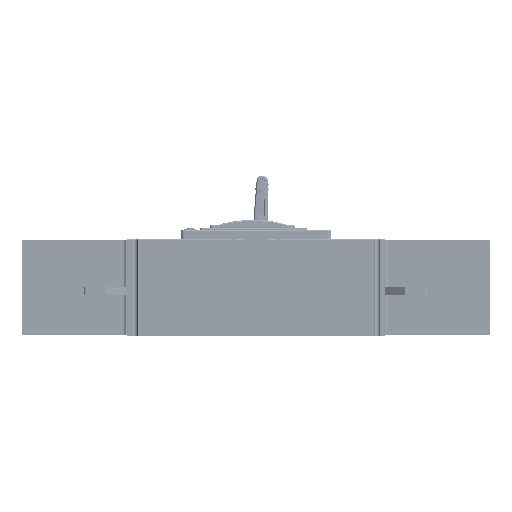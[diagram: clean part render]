
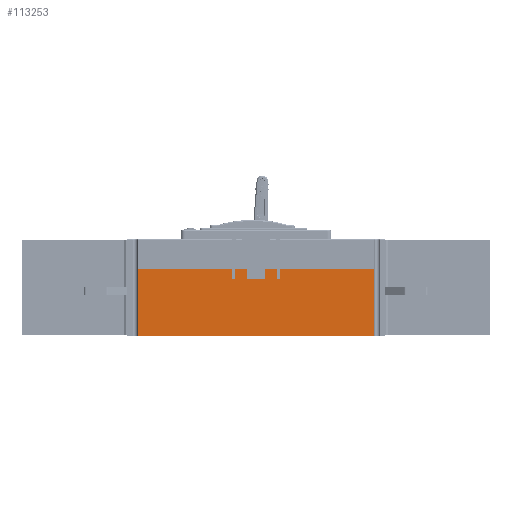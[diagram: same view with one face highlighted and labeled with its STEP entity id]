
A CAD part, front view. The second image highlights one B-rep face of the part: STEP entity #113253.
In plain terms, the highlighted planar face has unit normal (0, -1, 0).
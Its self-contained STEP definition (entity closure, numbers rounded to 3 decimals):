
#83739=DIRECTION('',(1.,0.,0.));
#83740=VECTOR('',#83739,94.);
#83741=CARTESIAN_POINT('',(152.,-34.293,22.207));
#83742=LINE('',#83741,#83740);
#85376=DIRECTION('',(0.,0.,-1.));
#85377=VECTOR('',#85376,67.);
#85378=CARTESIAN_POINT('',(246.,-34.293,22.207));
#85379=LINE('',#85378,#85377);
#85384=DIRECTION('',(0.,0.,1.));
#85385=VECTOR('',#85384,9.8);
#85386=CARTESIAN_POINT('',(105.,-34.293,12.407));
#85387=LINE('',#85386,#85385);
#85388=CARTESIAN_POINT('',(105.5,-34.293,12.407));
#85389=DIRECTION('',(0.,1.,0.));
#85390=DIRECTION('',(0.,0.,-1.));
#85391=AXIS2_PLACEMENT_3D('',#85388,#85389,#85390);
#85393=CARTESIAN_POINT('',(107.5,-34.293,12.407));
#85394=DIRECTION('',(0.,1.,0.));
#85395=DIRECTION('',(1.,0.,0.));
#85396=AXIS2_PLACEMENT_3D('',#85393,#85394,#85395);
#85398=DIRECTION('',(-1.,0.,0.));
#85399=VECTOR('',#85398,11.5);
#85400=CARTESIAN_POINT('',(119.5,-34.293,22.207));
#85401=LINE('',#85400,#85399);
#85402=CARTESIAN_POINT('',(120.,-34.293,12.407));
#85403=DIRECTION('',(0.,1.,0.));
#85404=DIRECTION('',(0.,0.,-1.));
#85405=AXIS2_PLACEMENT_3D('',#85402,#85403,#85404);
#85407=CARTESIAN_POINT('',(137.,-34.293,12.407));
#85408=DIRECTION('',(0.,1.,0.));
#85409=DIRECTION('',(1.,0.,0.));
#85410=AXIS2_PLACEMENT_3D('',#85407,#85408,#85409);
#85412=DIRECTION('',(0.,0.,-1.));
#85413=VECTOR('',#85412,9.8);
#85414=CARTESIAN_POINT('',(137.5,-34.293,22.207));
#85415=LINE('',#85414,#85413);
#85416=DIRECTION('',(-1.,0.,0.));
#85417=VECTOR('',#85416,11.5);
#85418=CARTESIAN_POINT('',(149.,-34.293,22.207));
#85419=LINE('',#85418,#85417);
#85420=DIRECTION('',(0.,0.,1.));
#85421=VECTOR('',#85420,9.8);
#85422=CARTESIAN_POINT('',(149.,-34.293,12.407));
#85423=LINE('',#85422,#85421);
#85424=CARTESIAN_POINT('',(149.5,-34.293,12.407));
#85425=DIRECTION('',(0.,1.,0.));
#85426=DIRECTION('',(0.,0.,-1.));
#85427=AXIS2_PLACEMENT_3D('',#85424,#85425,#85426);
#85429=CARTESIAN_POINT('',(151.5,-34.293,12.407));
#85430=DIRECTION('',(0.,1.,0.));
#85431=DIRECTION('',(1.,0.,0.));
#85432=AXIS2_PLACEMENT_3D('',#85429,#85430,#85431);
#85434=DIRECTION('',(1.,0.,0.));
#85435=VECTOR('',#85434,235.);
#85436=CARTESIAN_POINT('',(11.,-34.293,-44.793));
#85437=LINE('',#85436,#85435);
#85442=DIRECTION('',(0.,0.,1.));
#85443=VECTOR('',#85442,67.);
#85444=CARTESIAN_POINT('',(11.,-34.293,-44.793));
#85445=LINE('',#85444,#85443);
#86797=DIRECTION('',(1.,0.,0.));
#86798=VECTOR('',#86797,94.);
#86799=CARTESIAN_POINT('',(11.,-34.293,22.207));
#86800=LINE('',#86799,#86798);
#87307=DIRECTION('',(0.,0.,-1.));
#87308=VECTOR('',#87307,9.8);
#87309=CARTESIAN_POINT('',(119.5,-34.293,22.207));
#87310=LINE('',#87309,#87308);
#87344=DIRECTION('',(1.,0.,0.));
#87345=VECTOR('',#87344,17.);
#87346=CARTESIAN_POINT('',(120.,-34.293,11.907));
#87347=LINE('',#87346,#87345);
#87389=DIRECTION('',(0.,0.,1.));
#87390=VECTOR('',#87389,9.8);
#87391=CARTESIAN_POINT('',(108.,-34.293,12.407));
#87392=LINE('',#87391,#87390);
#87431=DIRECTION('',(1.,0.,0.));
#87432=VECTOR('',#87431,2.);
#87433=CARTESIAN_POINT('',(105.5,-34.293,11.907));
#87434=LINE('',#87433,#87432);
#96642=DIRECTION('',(0.,0.,1.));
#96643=VECTOR('',#96642,9.8);
#96644=CARTESIAN_POINT('',(152.,-34.293,12.407));
#96645=LINE('',#96644,#96643);
#96658=DIRECTION('',(1.,0.,0.));
#96659=VECTOR('',#96658,2.);
#96660=CARTESIAN_POINT('',(149.5,-34.293,11.907));
#96661=LINE('',#96660,#96659);
#102300=CARTESIAN_POINT('',(246.,-34.293,-44.793));
#102301=VERTEX_POINT('',#102300);
#102302=CARTESIAN_POINT('',(11.,-34.293,-44.793));
#102303=VERTEX_POINT('',#102302);
#103072=CARTESIAN_POINT('',(137.5,-34.293,22.207));
#103073=VERTEX_POINT('',#103072);
#103074=CARTESIAN_POINT('',(149.,-34.293,22.207));
#103075=VERTEX_POINT('',#103074);
#103080=CARTESIAN_POINT('',(152.,-34.293,22.207));
#103081=VERTEX_POINT('',#103080);
#103082=CARTESIAN_POINT('',(246.,-34.293,22.207));
#103083=VERTEX_POINT('',#103082);
#103854=CARTESIAN_POINT('',(11.,-34.293,22.207));
#103855=VERTEX_POINT('',#103854);
#103856=CARTESIAN_POINT('',(152.,-34.293,12.407));
#103857=VERTEX_POINT('',#103856);
#103858=CARTESIAN_POINT('',(151.5,-34.293,11.907));
#103859=VERTEX_POINT('',#103858);
#103860=CARTESIAN_POINT('',(149.5,-34.293,11.907));
#103861=VERTEX_POINT('',#103860);
#103862=CARTESIAN_POINT('',(149.,-34.293,12.407));
#103863=VERTEX_POINT('',#103862);
#103864=CARTESIAN_POINT('',(137.5,-34.293,12.407));
#103865=VERTEX_POINT('',#103864);
#103866=CARTESIAN_POINT('',(137.,-34.293,11.907));
#103867=VERTEX_POINT('',#103866);
#103868=CARTESIAN_POINT('',(120.,-34.293,11.907));
#103869=VERTEX_POINT('',#103868);
#103870=CARTESIAN_POINT('',(119.5,-34.293,12.407));
#103871=VERTEX_POINT('',#103870);
#103872=CARTESIAN_POINT('',(119.5,-34.293,22.207));
#103873=VERTEX_POINT('',#103872);
#103874=CARTESIAN_POINT('',(108.,-34.293,22.207));
#103875=VERTEX_POINT('',#103874);
#103876=CARTESIAN_POINT('',(108.,-34.293,12.407));
#103877=VERTEX_POINT('',#103876);
#103878=CARTESIAN_POINT('',(107.5,-34.293,11.907));
#103879=VERTEX_POINT('',#103878);
#103880=CARTESIAN_POINT('',(105.5,-34.293,11.907));
#103881=VERTEX_POINT('',#103880);
#103882=CARTESIAN_POINT('',(105.,-34.293,12.407));
#103883=VERTEX_POINT('',#103882);
#103884=CARTESIAN_POINT('',(105.,-34.293,22.207));
#103885=VERTEX_POINT('',#103884);
#113205=CARTESIAN_POINT('',(100.5,-34.293,-43.793));
#113206=DIRECTION('',(0.,-1.,0.));
#113207=DIRECTION('',(1.,0.,0.));
#113208=AXIS2_PLACEMENT_3D('',#113205,#113206,#113207);
#113209=PLANE('',#113208);
#113211=ORIENTED_EDGE('',*,*,#113210,.T.);
#113213=ORIENTED_EDGE('',*,*,#113212,.T.);
#113215=ORIENTED_EDGE('',*,*,#113214,.F.);
#113217=ORIENTED_EDGE('',*,*,#113216,.F.);
#113219=ORIENTED_EDGE('',*,*,#113218,.T.);
#113221=ORIENTED_EDGE('',*,*,#113220,.F.);
#113223=ORIENTED_EDGE('',*,*,#113222,.T.);
#113225=ORIENTED_EDGE('',*,*,#113224,.F.);
#113227=ORIENTED_EDGE('',*,*,#113226,.T.);
#113229=ORIENTED_EDGE('',*,*,#113228,.F.);
#113231=ORIENTED_EDGE('',*,*,#113230,.T.);
#113233=ORIENTED_EDGE('',*,*,#113232,.F.);
#113235=ORIENTED_EDGE('',*,*,#113234,.F.);
#113236=ORIENTED_EDGE('',*,*,#111170,.F.);
#113238=ORIENTED_EDGE('',*,*,#113237,.F.);
#113240=ORIENTED_EDGE('',*,*,#113239,.F.);
#113242=ORIENTED_EDGE('',*,*,#113241,.T.);
#113244=ORIENTED_EDGE('',*,*,#113243,.F.);
#113246=ORIENTED_EDGE('',*,*,#113245,.T.);
#113247=ORIENTED_EDGE('',*,*,#111162,.T.);
#113248=ORIENTED_EDGE('',*,*,#113193,.T.);
#113250=ORIENTED_EDGE('',*,*,#113249,.F.);
#113251=EDGE_LOOP('',(#113211,#113213,#113215,#113217,#113219,#113221,#113223,
#113225,#113227,#113229,#113231,#113233,#113235,#113236,#113238,#113240,#113242,
#113244,#113246,#113247,#113248,#113250));
#113252=FACE_OUTER_BOUND('',#113251,.F.);
#85392=CIRCLE('',#85391,0.5);
#85397=CIRCLE('',#85396,0.5);
#85406=CIRCLE('',#85405,0.5);
#85411=CIRCLE('',#85410,0.5);
#85428=CIRCLE('',#85427,0.5);
#85433=CIRCLE('',#85432,0.5);
#111162=EDGE_CURVE('',#103081,#103083,#83742,.T.);
#111170=EDGE_CURVE('',#103075,#103073,#85419,.T.);
#113193=EDGE_CURVE('',#103083,#102301,#85379,.T.);
#113210=EDGE_CURVE('',#102303,#103855,#85445,.T.);
#113212=EDGE_CURVE('',#103855,#103885,#86800,.T.);
#113214=EDGE_CURVE('',#103883,#103885,#85387,.T.);
#113216=EDGE_CURVE('',#103881,#103883,#85392,.T.);
#113218=EDGE_CURVE('',#103881,#103879,#87434,.T.);
#113220=EDGE_CURVE('',#103877,#103879,#85397,.T.);
#113222=EDGE_CURVE('',#103877,#103875,#87392,.T.);
#113224=EDGE_CURVE('',#103873,#103875,#85401,.T.);
#113226=EDGE_CURVE('',#103873,#103871,#87310,.T.);
#113228=EDGE_CURVE('',#103869,#103871,#85406,.T.);
#113230=EDGE_CURVE('',#103869,#103867,#87347,.T.);
#113232=EDGE_CURVE('',#103865,#103867,#85411,.T.);
#113234=EDGE_CURVE('',#103073,#103865,#85415,.T.);
#113237=EDGE_CURVE('',#103863,#103075,#85423,.T.);
#113239=EDGE_CURVE('',#103861,#103863,#85428,.T.);
#113241=EDGE_CURVE('',#103861,#103859,#96661,.T.);
#113243=EDGE_CURVE('',#103857,#103859,#85433,.T.);
#113245=EDGE_CURVE('',#103857,#103081,#96645,.T.);
#113249=EDGE_CURVE('',#102303,#102301,#85437,.T.);
#113253=ADVANCED_FACE('',(#113252),#113209,.T.);
